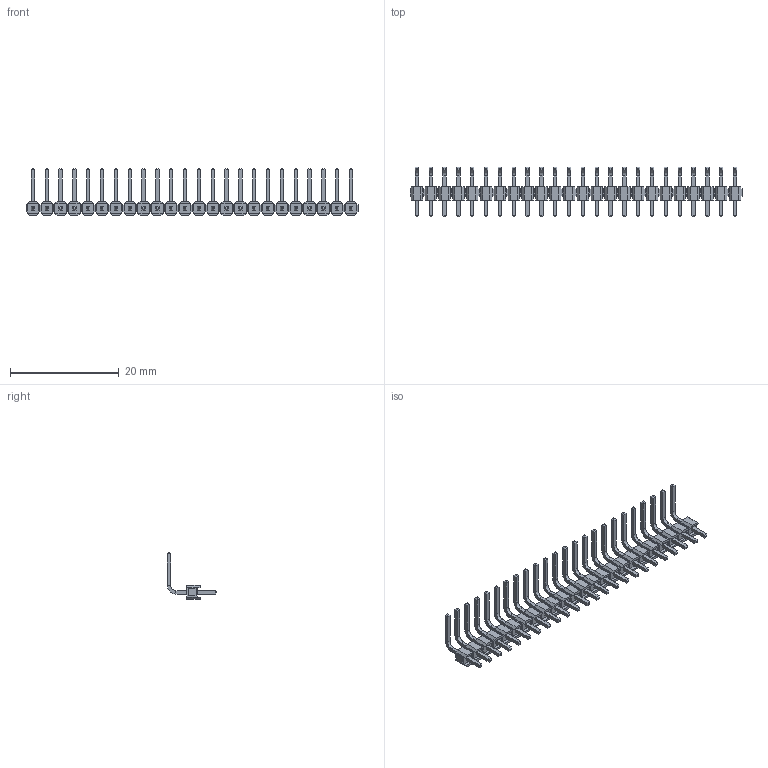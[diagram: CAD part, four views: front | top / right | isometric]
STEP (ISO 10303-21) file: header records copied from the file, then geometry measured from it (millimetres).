
FILE_DESCRIPTION (( 'STEP AP214' ), '1' );
FILE_NAME ('PLSRU-24.STEP', '2019-06-28T14:50:48', ( '' ), ( '' ), 'SwSTEP 2.0', 'SolidWorks 2018', '' );
FILE_SCHEMA (( 'AUTOMOTIVE_DESIGN' ));
Length unit declared in the file: millimetre
Products named in the file (1): PLSRU-24
Bounding box: 60.96 x 9.07 x 8.54 mm (x, y, z)
Volume: 407.2 mm3; surface area: 1644.3 mm2
Topology: 48 solids, 48 shells, 1224 faces, 2688 edges, 1632 vertices
Faces by surface type: plane 1176, cylinder 48
Entity records: 46229 total; most frequent: CARTESIAN_POINT 5545, ORIENTED_EDGE 5376, DIRECTION 5234, EDGE_CURVE 2688, VECTOR 2592, LINE 2592, VERTEX_POINT 1632, AXIS2_PLACEMENT_3D 1321
